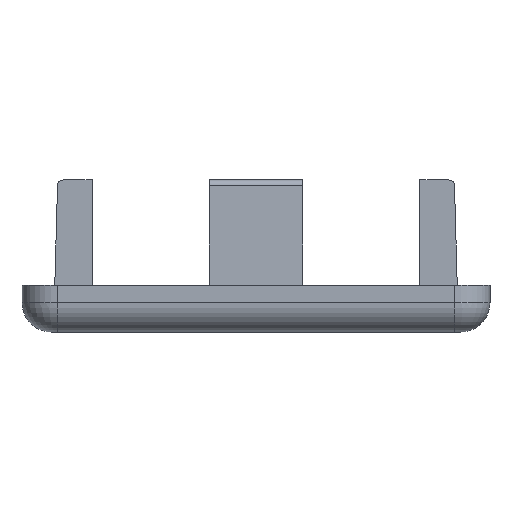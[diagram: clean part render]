
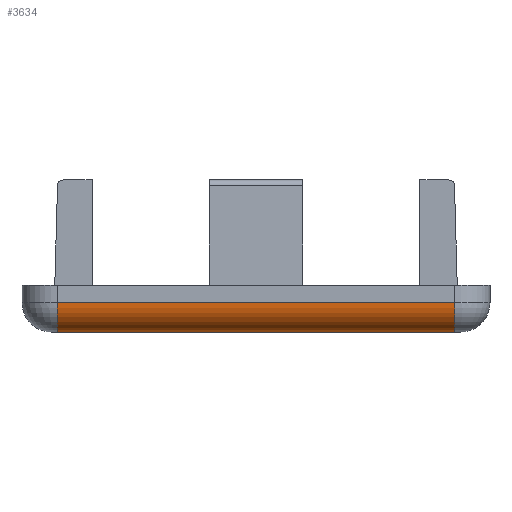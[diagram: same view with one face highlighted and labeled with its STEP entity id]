
A CAD part, left-side view. The second image highlights one B-rep face of the part: STEP entity #3634.
In plain terms, the highlighted cylindrical face has radius 2.5 mm (diameter 5 mm), a partial arc.
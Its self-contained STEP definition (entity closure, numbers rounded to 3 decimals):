
#36 = VERTEX_POINT ( 'NONE', #3629 ) ;
#128 = CARTESIAN_POINT ( 'NONE',  ( -20., -17., 2.5 ) ) ;
#213 = LINE ( 'NONE', #528, #1692 ) ;
#424 = DIRECTION ( 'NONE',  ( -1., 0., 0. ) ) ;
#493 = CYLINDRICAL_SURFACE ( 'NONE', #2291, 2.5 ) ;
#528 = CARTESIAN_POINT ( 'NONE',  ( -17.5, 17., 0. ) ) ;
#570 = CIRCLE ( 'NONE', #2572, 2.5 ) ;
#590 = FACE_OUTER_BOUND ( 'NONE', #3113, .T. ) ;
#613 = CIRCLE ( 'NONE', #2712, 2.5 ) ;
#675 = ORIENTED_EDGE ( 'NONE', *, *, #1859, .F. ) ;
#723 = CARTESIAN_POINT ( 'NONE',  ( -17.5, 20., 2.5 ) ) ;
#786 = ORIENTED_EDGE ( 'NONE', *, *, #2145, .F. ) ;
#1014 = VERTEX_POINT ( 'NONE', #3705 ) ;
#1338 = DIRECTION ( 'NONE',  ( 0., -1., 0. ) ) ;
#1403 = CARTESIAN_POINT ( 'NONE',  ( -20., 17., 2.5 ) ) ;
#1459 = ORIENTED_EDGE ( 'NONE', *, *, #2773, .F. ) ;
#1472 = CARTESIAN_POINT ( 'NONE',  ( -20., -17., 2.5 ) ) ;
#1555 = LINE ( 'NONE', #1472, #1742 ) ;
#1692 = VECTOR ( 'NONE', #2014, 1000. ) ;
#1742 = VECTOR ( 'NONE', #3883, 1000. ) ;
#1751 = CARTESIAN_POINT ( 'NONE',  ( -17.5, 17., 2.5 ) ) ;
#1859 = EDGE_CURVE ( 'NONE', #3092, #1014, #570, .T. ) ;
#2014 = DIRECTION ( 'NONE',  ( 0., 1., 0. ) ) ;
#2066 = DIRECTION ( 'NONE',  ( 0., 0., 1. ) ) ;
#2145 = EDGE_CURVE ( 'NONE', #36, #3270, #613, .T. ) ;
#2291 = AXIS2_PLACEMENT_3D ( 'NONE', #723, #2802, #424 ) ;
#2572 = AXIS2_PLACEMENT_3D ( 'NONE', #3119, #1338, #3414 ) ;
#2712 = AXIS2_PLACEMENT_3D ( 'NONE', #1751, #3875, #2066 ) ;
#2773 = EDGE_CURVE ( 'NONE', #3270, #3092, #1555, .T. ) ;
#2802 = DIRECTION ( 'NONE',  ( 0., 1., 0. ) ) ;
#3030 = ORIENTED_EDGE ( 'NONE', *, *, #3319, .F. ) ;
#3092 = VERTEX_POINT ( 'NONE', #128 ) ;
#3113 = EDGE_LOOP ( 'NONE', ( #786, #3030, #675, #1459 ) ) ;
#3119 = CARTESIAN_POINT ( 'NONE',  ( -17.5, -17., 2.5 ) ) ;
#3270 = VERTEX_POINT ( 'NONE', #1403 ) ;
#3319 = EDGE_CURVE ( 'NONE', #1014, #36, #213, .T. ) ;
#3414 = DIRECTION ( 'NONE',  ( 0., 0., -1. ) ) ;
#3629 = CARTESIAN_POINT ( 'NONE',  ( -17.5, 17., 0. ) ) ;
#3634 = ADVANCED_FACE ( 'NONE', ( #590 ), #493, .T. ) ;
#3705 = CARTESIAN_POINT ( 'NONE',  ( -17.5, -17., 0. ) ) ;
#3875 = DIRECTION ( 'NONE',  ( 0., 1., 0. ) ) ;
#3883 = DIRECTION ( 'NONE',  ( 0., -1., 0. ) ) ;
